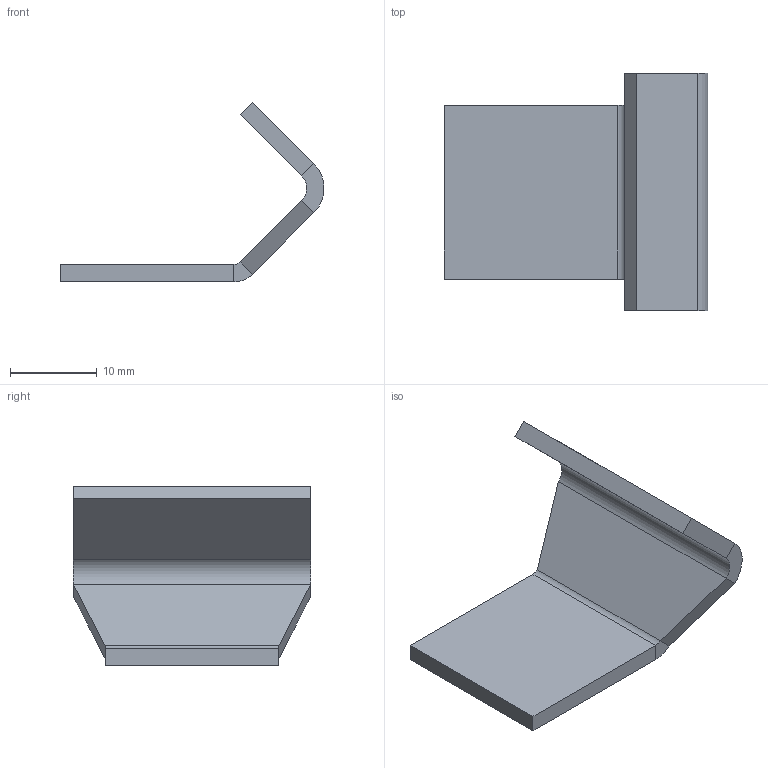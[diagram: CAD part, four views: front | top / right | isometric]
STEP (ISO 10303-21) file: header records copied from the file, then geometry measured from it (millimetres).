
FILE_DESCRIPTION(('FreeCAD Model'),'2;1');
FILE_NAME('Open CASCADE Shape Model','2023-05-06T14:39:17',(''),(''), 'Open CASCADE STEP processor 7.6','FreeCAD','Unknown');
FILE_SCHEMA(('AUTOMOTIVE_DESIGN { 1 0 10303 214 1 1 1 1 }'));
Length unit declared in the file: millimetre
Products named in the file (1): Body
Bounding box: 30.35 x 27.28 x 20.68 mm (x, y, z)
Volume: 2138.3 mm3; surface area: 2420.6 mm2
Topology: 1 solids, 1 shells, 22 faces, 44 edges, 24 vertices
Faces by surface type: plane 12, extrusion 4, revolution 4, cylinder 2
Entity records: 1116 total; most frequent: CARTESIAN_POINT 229, DIRECTION 140, ORIENTED_EDGE 88, PCURVE 88, DEFINITIONAL_REPRESENTATION 88, VECTOR 86, LINE 82, B_SPLINE_CURVE_WITH_KNOTS 46
